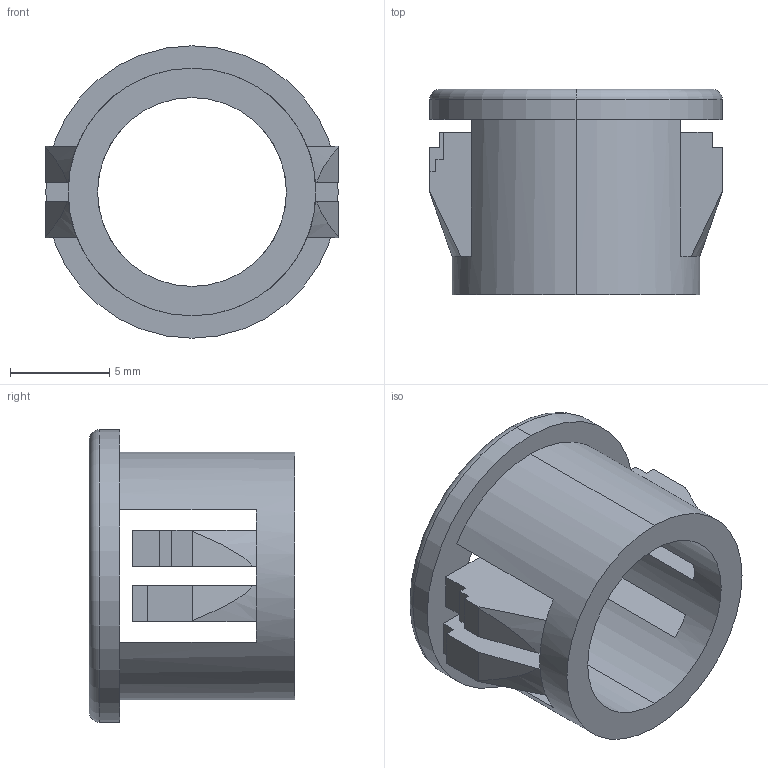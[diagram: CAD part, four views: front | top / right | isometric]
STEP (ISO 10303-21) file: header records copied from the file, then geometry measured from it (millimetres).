
FILE_DESCRIPTION (( 'STEP AP203' ), '1' );
FILE_NAME ('636075.STEP', '2016-08-29T14:15:38', ( '' ), ( '' ), 'SwSTEP 2.0', 'SolidWorks 2014', '' );
FILE_SCHEMA (( 'CONFIG_CONTROL_DESIGN' ));
Length unit declared in the file: inch
Products named in the file (1): 636075
Bounding box: 14.76 x 10.36 x 14.76 mm (x, y, z)
Volume: 567.1 mm3; surface area: 1041.8 mm2
Topology: 1 solids, 1 shells, 61 faces, 166 edges, 106 vertices
Faces by surface type: plane 49, cylinder 6, cone 4, torus 2
Entity records: 2039 total; most frequent: CARTESIAN_POINT 394, ORIENTED_EDGE 332, DIRECTION 322, EDGE_CURVE 166, LINE 110, VECTOR 110, AXIS2_PLACEMENT_3D 106, VERTEX_POINT 106
